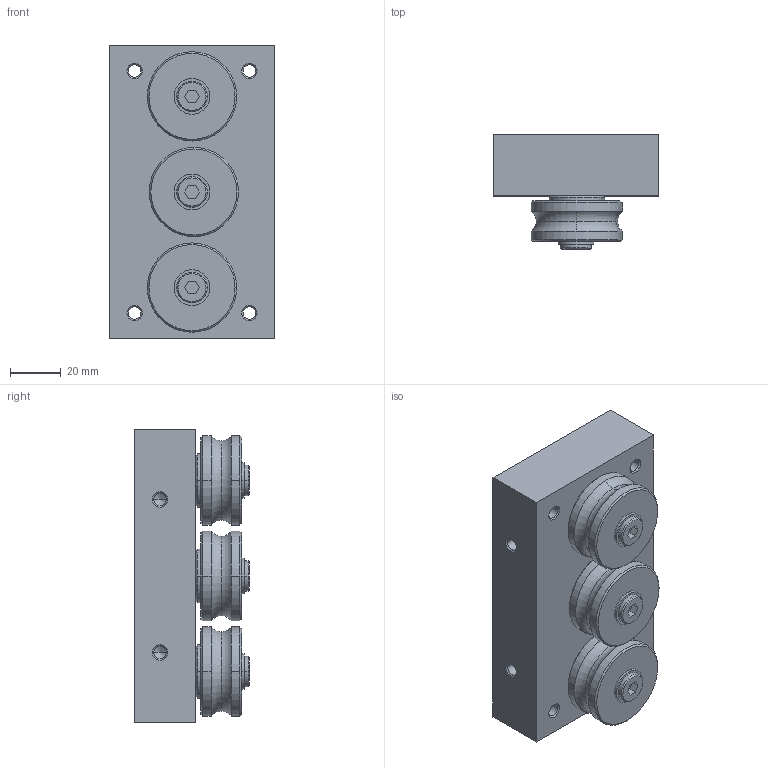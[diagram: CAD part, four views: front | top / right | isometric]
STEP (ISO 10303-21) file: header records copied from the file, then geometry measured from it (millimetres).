
FILE_DESCRIPTION(('STEP AP203'),'1');
FILE_NAME('carriage_c65.stp','2015-11-01T15:31:42',('TraceParts'),('TraceParts S.A.'),'Spatial InterOp 3D',' ',' ');
FILE_SCHEMA(('CONFIG_CONTROL_DESIGN'));
Length unit declared in the file: millimetre
Products named in the file (1): 1
Bounding box: 65 x 45.05 x 115 mm (x, y, z)
Volume: 208236.3 mm3; surface area: 42724.8 mm2
Topology: 1 solids, 1 shells, 251 faces, 554 edges, 332 vertices
Faces by surface type: cone 94, plane 73, cylinder 72, torus 12
Entity records: 6928 total; most frequent: CARTESIAN_POINT 1274, DIRECTION 1274, ORIENTED_EDGE 1092, EDGE_CURVE 546, AXIS2_PLACEMENT_3D 512, VERTEX_POINT 332, EDGE_LOOP 294, CIRCLE 260
